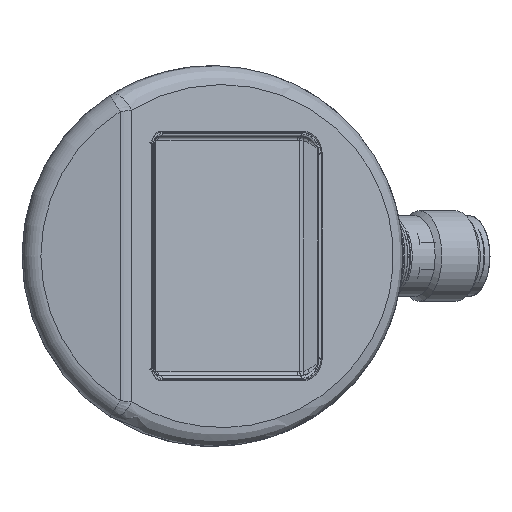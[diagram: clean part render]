
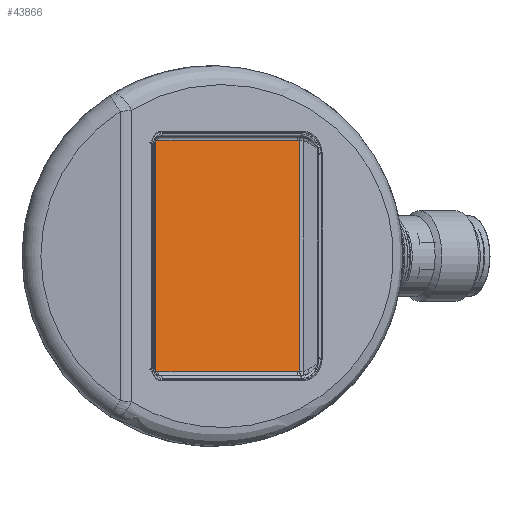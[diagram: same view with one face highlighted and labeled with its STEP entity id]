
A CAD part, front view. The second image highlights one B-rep face of the part: STEP entity #43866.
In plain terms, the highlighted planar face has unit normal (0.5, -0.866, 0).
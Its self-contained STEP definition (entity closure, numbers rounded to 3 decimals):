
#2622=LINE('',#55674,#4760);
#2623=LINE('',#55678,#4761);
#2624=LINE('',#55682,#4762);
#2625=LINE('',#55686,#4763);
#4760=VECTOR('',#48349,1000.);
#4761=VECTOR('',#48352,1000.);
#4762=VECTOR('',#48355,1000.);
#4763=VECTOR('',#48358,1000.);
#6898=ORIENTED_EDGE('',*,*,#16222,.T.);
#6899=ORIENTED_EDGE('',*,*,#16223,.T.);
#6900=ORIENTED_EDGE('',*,*,#16224,.T.);
#6901=ORIENTED_EDGE('',*,*,#16225,.T.);
#6902=ORIENTED_EDGE('',*,*,#16226,.T.);
#6903=ORIENTED_EDGE('',*,*,#16227,.T.);
#6904=ORIENTED_EDGE('',*,*,#16228,.T.);
#6905=ORIENTED_EDGE('',*,*,#16229,.T.);
#16222=EDGE_CURVE('',#20884,#20885,#23974,.F.);
#16223=EDGE_CURVE('',#20885,#20886,#2622,.T.);
#16224=EDGE_CURVE('',#20886,#20887,#23975,.F.);
#16225=EDGE_CURVE('',#20887,#20888,#2623,.T.);
#16226=EDGE_CURVE('',#20888,#20889,#23976,.F.);
#16227=EDGE_CURVE('',#20889,#20890,#2624,.T.);
#16228=EDGE_CURVE('',#20890,#20891,#23977,.F.);
#16229=EDGE_CURVE('',#20891,#20884,#2625,.T.);
#20884=VERTEX_POINT('',#55672);
#20885=VERTEX_POINT('',#55673);
#20886=VERTEX_POINT('',#55675);
#20887=VERTEX_POINT('',#55677);
#20888=VERTEX_POINT('',#55679);
#20889=VERTEX_POINT('',#55681);
#20890=VERTEX_POINT('',#55683);
#20891=VERTEX_POINT('',#55685);
#23974=CIRCLE('',#45751,1.946);
#23975=CIRCLE('',#45752,1.946);
#23976=CIRCLE('',#45753,0.446);
#23977=CIRCLE('',#45754,0.446);
#24795=EDGE_LOOP('',(#6898,#6899,#6900,#6901,#6902,#6903,#6904,#6905));
#27034=FACE_BOUND('',#24795,.T.);
#29276=PLANE('',#45750);
#43866=ADVANCED_FACE('',(#27034),#29276,.F.);
#45750=AXIS2_PLACEMENT_3D('',#55670,#48345,#48346);
#45751=AXIS2_PLACEMENT_3D('',#55671,#48347,#48348);
#45752=AXIS2_PLACEMENT_3D('',#55676,#48350,#48351);
#45753=AXIS2_PLACEMENT_3D('',#55680,#48353,#48354);
#45754=AXIS2_PLACEMENT_3D('',#55684,#48356,#48357);
#48345=DIRECTION('',(-0.5,0.866,0.));
#48346=DIRECTION('',(0.866,0.5,0.));
#48347=DIRECTION('',(-0.5,0.866,0.));
#48348=DIRECTION('',(0.866,0.5,0.));
#48349=DIRECTION('',(0.,0.,1.));
#48350=DIRECTION('',(-0.5,0.866,0.));
#48351=DIRECTION('',(0.866,0.5,0.));
#48352=DIRECTION('',(-0.866,-0.5,0.));
#48353=DIRECTION('',(-0.5,0.866,0.));
#48354=DIRECTION('',(0.866,0.5,0.));
#48355=DIRECTION('',(0.,0.,-1.));
#48356=DIRECTION('',(-0.5,0.866,0.));
#48357=DIRECTION('',(0.866,0.5,0.));
#48358=DIRECTION('',(0.866,0.5,0.));
#55670=CARTESIAN_POINT('',(11.243,-23.119,13.4));
#55671=CARTESIAN_POINT('',(11.243,-23.119,-13.4));
#55672=CARTESIAN_POINT('',(11.243,-23.119,-15.346));
#55673=CARTESIAN_POINT('',(11.526,-22.955,-15.318));
#55674=CARTESIAN_POINT('',(11.526,-22.955,15.252));
#55675=CARTESIAN_POINT('',(11.526,-22.955,15.318));
#55676=CARTESIAN_POINT('',(11.243,-23.119,13.4));
#55677=CARTESIAN_POINT('',(11.243,-23.119,15.346));
#55678=CARTESIAN_POINT('',(-7.203,-33.769,15.346));
#55679=CARTESIAN_POINT('',(-7.203,-33.769,15.346));
#55680=CARTESIAN_POINT('',(-7.203,-33.769,14.9));
#55681=CARTESIAN_POINT('',(-7.589,-33.991,14.9));
#55682=CARTESIAN_POINT('',(-7.589,-33.991,-14.9));
#55683=CARTESIAN_POINT('',(-7.589,-33.991,-14.9));
#55684=CARTESIAN_POINT('',(-7.203,-33.769,-14.9));
#55685=CARTESIAN_POINT('',(-7.203,-33.769,-15.346));
#55686=CARTESIAN_POINT('',(11.243,-23.119,-15.346));
